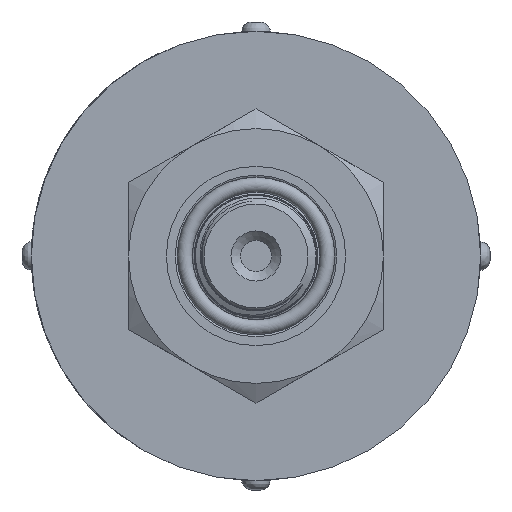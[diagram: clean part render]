
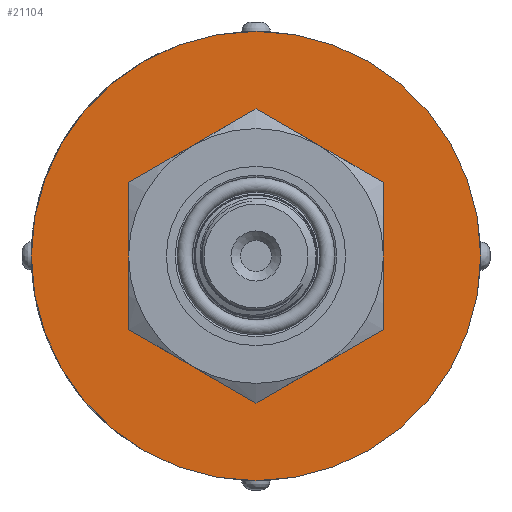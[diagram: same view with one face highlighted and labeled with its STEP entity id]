
A CAD part, left-side view. The second image highlights one B-rep face of the part: STEP entity #21104.
In plain terms, the highlighted face is planar.
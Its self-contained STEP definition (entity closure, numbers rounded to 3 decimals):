
#171=FACE_BOUND('',#2672,.T.);
#924=PLANE('',#22518);
#1431=FACE_OUTER_BOUND('',#2671,.T.);
#2671=EDGE_LOOP('',(#14846));
#2672=EDGE_LOOP('',(#14847));
#3946=CIRCLE('',#22517,13.25);
#3947=CIRCLE('',#22519,23.813);
#8827=VERTEX_POINT('',#36934);
#8828=VERTEX_POINT('',#36938);
#11160=EDGE_CURVE('',#8827,#8827,#3946,.T.);
#11161=EDGE_CURVE('',#8828,#8828,#3947,.T.);
#14846=ORIENTED_EDGE('',*,*,#11161,.F.);
#14847=ORIENTED_EDGE('',*,*,#11160,.T.);
#21104=ADVANCED_FACE('',(#1431,#171),#924,.T.);
#22517=AXIS2_PLACEMENT_3D('',#36936,#24028,#24029);
#22518=AXIS2_PLACEMENT_3D('',#36937,#24030,#24031);
#22519=AXIS2_PLACEMENT_3D('',#36939,#24032,#24033);
#24028=DIRECTION('center_axis',(-1.,0.,0.));
#24029=DIRECTION('ref_axis',(0.,0.,
1.));
#24030=DIRECTION('center_axis',(1.,0.,0.));
#24031=DIRECTION('ref_axis',(0.,0.,
-1.));
#24032=DIRECTION('center_axis',(-1.,0.,0.));
#24033=DIRECTION('ref_axis',(0.,0.,
1.));
#36934=CARTESIAN_POINT('',(34.,-13.25,0.));
#36936=CARTESIAN_POINT('Origin',(34.,0.,0.));
#36937=CARTESIAN_POINT('Origin',(34.,23.813,0.));
#36938=CARTESIAN_POINT('',(34.,-23.813,0.));
#36939=CARTESIAN_POINT('Origin',(34.,0.,0.));
